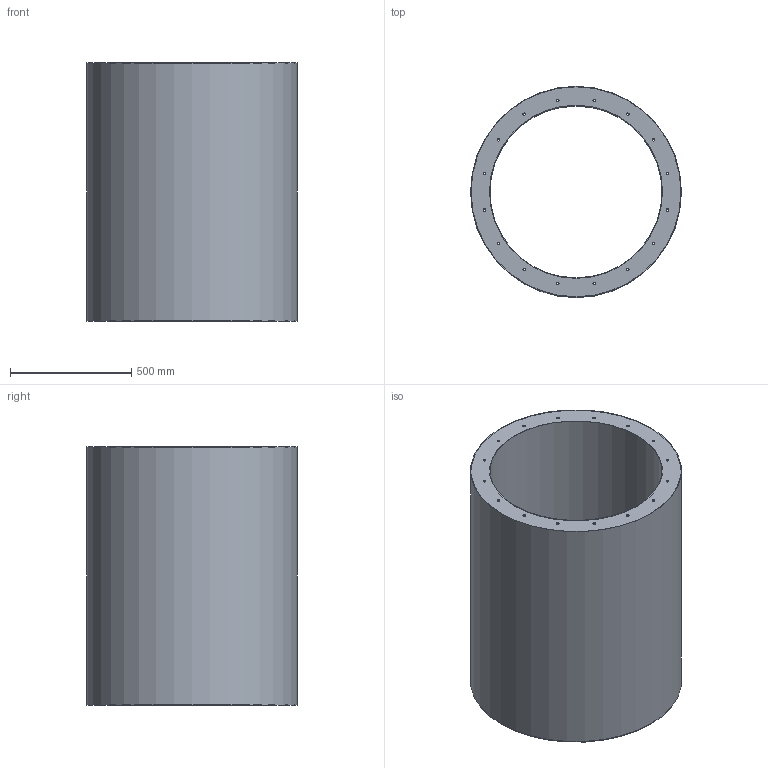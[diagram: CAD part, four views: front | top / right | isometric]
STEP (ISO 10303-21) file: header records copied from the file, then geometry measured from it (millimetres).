
FILE_DESCRIPTION (( 'STEP AP203' ), '1' );
FILE_NAME ('CCsa71x1,5D_1SI0710.STEP', '2022-02-23T10:51:29', ( '' ), ( '' ), 'SwSTEP 2.0', 'SolidWorks 2018', '' );
FILE_SCHEMA (( 'CONFIG_CONTROL_DESIGN' ));
Length unit declared in the file: millimetre
Products named in the file (1): CCsa71x1,5D_1SI0710
Bounding box: 870 x 870 x 1065 mm (x, y, z)
Volume: 11322174.3 mm3; surface area: 11324184.9 mm2
Topology: 1 solids, 1 shells, 40 faces, 140 edges, 104 vertices
Faces by surface type: cylinder 36, plane 4
Full cylindrical faces by diameter (mm): 10 x32, 710 x1, 714 x1, 866 x1, 870 x1
Entity records: 1333 total; most frequent: DIRECTION 226, CARTESIAN_POINT 185, ORIENTED_EDGE 144, EDGE_LOOP 144, AXIS2_PLACEMENT_3D 113, FACE_OUTER_BOUND 76, EDGE_CURVE 72, CIRCLE 72
